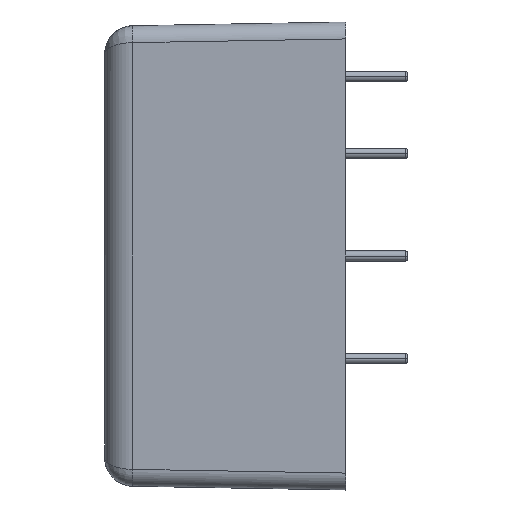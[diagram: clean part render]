
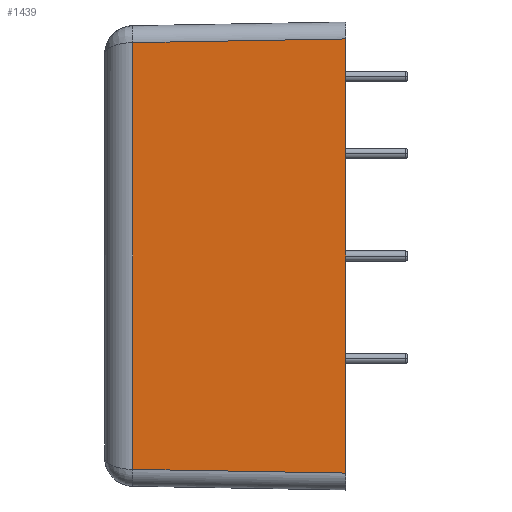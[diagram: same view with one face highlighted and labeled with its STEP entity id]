
A CAD part, left-side view. The second image highlights one B-rep face of the part: STEP entity #1439.
In plain terms, the highlighted planar face has unit normal (-1, 0.018, 0).
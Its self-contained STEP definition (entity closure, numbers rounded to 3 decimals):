
#754 = PLANE ( 'NONE',  #4538 ) ;
#983 = VERTEX_POINT ( 'NONE', #6800 ) ;
#1400 = VERTEX_POINT ( 'NONE', #4437 ) ;
#1439 = ADVANCED_FACE ( 'NONE', ( #4486 ), #754, .T. ) ;
#1801 = EDGE_CURVE ( 'NONE', #3572, #1400, #8188, .T. ) ;
#1858 = ORIENTED_EDGE ( 'NONE', *, *, #1801, .T. ) ;
#2077 = VECTOR ( 'NONE', #2518, 1000. ) ;
#2223 = ORIENTED_EDGE ( 'NONE', *, *, #6087, .F. ) ;
#2258 = CARTESIAN_POINT ( 'NONE',  ( -32., 0., 21.15 ) ) ;
#2518 = DIRECTION ( 'NONE',  ( 0., 0., -1. ) ) ;
#2847 = DIRECTION ( 'NONE',  ( -1., 0.017, 0. ) ) ;
#2864 = CARTESIAN_POINT ( 'NONE',  ( -31.994, 0.369, -21.144 ) ) ;
#3251 = VECTOR ( 'NONE', #6211, 1000. ) ;
#3316 = LINE ( 'NONE', #7068, #2077 ) ;
#3572 = VERTEX_POINT ( 'NONE', #2258 ) ;
#3703 = VECTOR ( 'NONE', #5483, 1000. ) ;
#3988 = EDGE_CURVE ( 'NONE', #3572, #8274, #3316, .T. ) ;
#4437 = CARTESIAN_POINT ( 'NONE',  ( -31.638, 20.749, 20.788 ) ) ;
#4486 = FACE_OUTER_BOUND ( 'NONE', #5250, .T. ) ;
#4527 = LINE ( 'NONE', #2864, #3703 ) ;
#4538 = AXIS2_PLACEMENT_3D ( 'NONE', #6101, #2847, #7323 ) ;
#5042 = CARTESIAN_POINT ( 'NONE',  ( -32., 0., 21.15 ) ) ;
#5250 = EDGE_LOOP ( 'NONE', ( #6664, #1858, #8343, #2223 ) ) ;
#5483 = DIRECTION ( 'NONE',  ( 0.017, 1., 0.017 ) ) ;
#5587 = CARTESIAN_POINT ( 'NONE',  ( -32., 0., -21.15 ) ) ;
#5642 = VECTOR ( 'NONE', #7849, 1000. ) ;
#5894 = EDGE_CURVE ( 'NONE', #1400, #983, #6655, .T. ) ;
#6087 = EDGE_CURVE ( 'NONE', #8274, #983, #4527, .T. ) ;
#6101 = CARTESIAN_POINT ( 'NONE',  ( -32., 0., 22.8 ) ) ;
#6211 = DIRECTION ( 'NONE',  ( 0.017, 1., -0.017 ) ) ;
#6655 = LINE ( 'NONE', #8469, #5642 ) ;
#6664 = ORIENTED_EDGE ( 'NONE', *, *, #3988, .F. ) ;
#6800 = CARTESIAN_POINT ( 'NONE',  ( -31.638, 20.749, -20.788 ) ) ;
#7068 = CARTESIAN_POINT ( 'NONE',  ( -32., 0., 0. ) ) ;
#7323 = DIRECTION ( 'NONE',  ( -0.017, -1., 0. ) ) ;
#7849 = DIRECTION ( 'NONE',  ( 0., 0., -1. ) ) ;
#8188 = LINE ( 'NONE', #5042, #3251 ) ;
#8274 = VERTEX_POINT ( 'NONE', #5587 ) ;
#8343 = ORIENTED_EDGE ( 'NONE', *, *, #5894, .T. ) ;
#8469 = CARTESIAN_POINT ( 'NONE',  ( -31.638, 20.749, 22.8 ) ) ;
